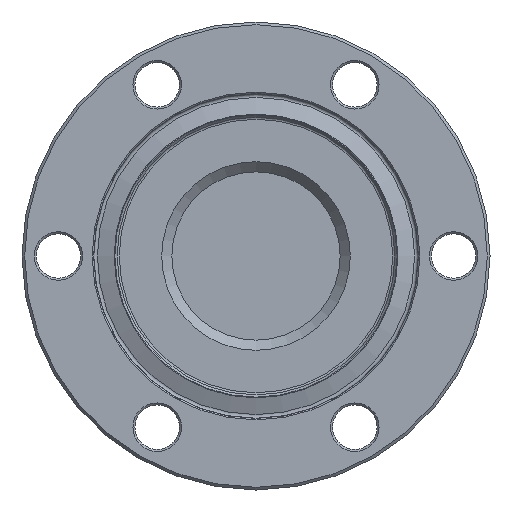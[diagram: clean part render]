
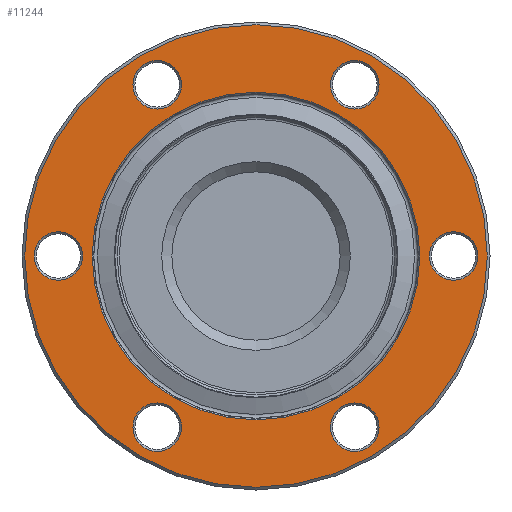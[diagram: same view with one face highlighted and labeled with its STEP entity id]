
A CAD part, front view. The second image highlights one B-rep face of the part: STEP entity #11244.
In plain terms, the highlighted planar face has unit normal (0, -1, 0).
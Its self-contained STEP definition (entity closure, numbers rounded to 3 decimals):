
#2039=PLANE($,#11888);
#2434=FACE_BOUND($,#3270,.T.);
#2435=FACE_BOUND($,#3271,.T.);
#2436=FACE_BOUND($,#3272,.T.);
#2437=FACE_BOUND($,#3273,.T.);
#2438=FACE_BOUND($,#3274,.T.);
#2439=FACE_BOUND($,#3275,.T.);
#2440=FACE_BOUND($,#3276,.T.);
#2674=FACE_OUTER_BOUND($,#3269,.T.);
#3269=EDGE_LOOP($,(#7277));
#3270=EDGE_LOOP($,(#7278));
#3271=EDGE_LOOP($,(#7279));
#3272=EDGE_LOOP($,(#7280));
#3273=EDGE_LOOP($,(#7281));
#3274=EDGE_LOOP($,(#7282));
#3275=EDGE_LOOP($,(#7283));
#3276=EDGE_LOOP($,(#7284));
#4092=CIRCLE($,#11887,24.325);
#4093=CIRCLE($,#11889,34.35);
#4094=CIRCLE($,#11890,3.6);
#4095=CIRCLE($,#11891,3.6);
#4096=CIRCLE($,#11892,3.6);
#4097=CIRCLE($,#11893,3.6);
#4098=CIRCLE($,#11894,3.6);
#4099=CIRCLE($,#11895,3.6);
#4619=VERTEX_POINT($,#16309);
#4620=VERTEX_POINT($,#16312);
#4621=VERTEX_POINT($,#16314);
#4622=VERTEX_POINT($,#16316);
#4623=VERTEX_POINT($,#16318);
#4624=VERTEX_POINT($,#16320);
#4625=VERTEX_POINT($,#16322);
#4626=VERTEX_POINT($,#16324);
#5699=EDGE_CURVE($,#4619,#4619,#4092,.T.);
#5700=EDGE_CURVE($,#4620,#4620,#4093,.T.);
#5701=EDGE_CURVE($,#4621,#4621,#4094,.T.);
#5702=EDGE_CURVE($,#4622,#4622,#4095,.T.);
#5703=EDGE_CURVE($,#4623,#4623,#4096,.T.);
#5704=EDGE_CURVE($,#4624,#4624,#4097,.T.);
#5705=EDGE_CURVE($,#4625,#4625,#4098,.T.);
#5706=EDGE_CURVE($,#4626,#4626,#4099,.T.);
#7277=ORIENTED_EDGE($,*,*,#5700,.F.);
#7278=ORIENTED_EDGE($,*,*,#5701,.F.);
#7279=ORIENTED_EDGE($,*,*,#5702,.F.);
#7280=ORIENTED_EDGE($,*,*,#5703,.F.);
#7281=ORIENTED_EDGE($,*,*,#5704,.F.);
#7282=ORIENTED_EDGE($,*,*,#5705,.F.);
#7283=ORIENTED_EDGE($,*,*,#5706,.F.);
#7284=ORIENTED_EDGE($,*,*,#5699,.F.);
#11244=ADVANCED_FACE($,(#2674,#2434,#2435,#2436,#2437,#2438,#2439,#2440),
#2039,.T.);
#11887=AXIS2_PLACEMENT_3D($,#16310,#13047,#13048);
#11888=AXIS2_PLACEMENT_3D($,#16311,#13049,#13050);
#11889=AXIS2_PLACEMENT_3D($,#16313,#13051,#13052);
#11890=AXIS2_PLACEMENT_3D($,#16315,#13053,#13054);
#11891=AXIS2_PLACEMENT_3D($,#16317,#13055,#13056);
#11892=AXIS2_PLACEMENT_3D($,#16319,#13057,#13058);
#11893=AXIS2_PLACEMENT_3D($,#16321,#13059,#13060);
#11894=AXIS2_PLACEMENT_3D($,#16323,#13061,#13062);
#11895=AXIS2_PLACEMENT_3D($,#16325,#13063,#13064);
#13047=DIRECTION('center_axis',(0.,-1.,0.));
#13048=DIRECTION('ref_axis',(-1.,0.,0.));
#13049=DIRECTION('center_axis',(0.,-1.,0.));
#13050=DIRECTION('ref_axis',(0.,0.,-1.));
#13051=DIRECTION('center_axis',(0.,1.,0.));
#13052=DIRECTION('ref_axis',(-1.,0.,0.));
#13053=DIRECTION('center_axis',(0.,-1.,0.));
#13054=DIRECTION('ref_axis',(-0.866,0.,
-0.5));
#13055=DIRECTION('center_axis',(0.,-1.,0.));
#13056=DIRECTION('ref_axis',(0.866,0.,-0.5));
#13057=DIRECTION('center_axis',(0.,-1.,0.));
#13058=DIRECTION('ref_axis',(0.,0.,
1.));
#13059=DIRECTION('center_axis',(0.,-1.,0.));
#13060=DIRECTION('ref_axis',(0.866,0.,0.5));
#13061=DIRECTION('center_axis',(0.,-1.,0.));
#13062=DIRECTION('ref_axis',(0.,0.,
-1.));
#13063=DIRECTION('center_axis',(0.,-1.,0.));
#13064=DIRECTION('ref_axis',(-0.866,0.,
0.5));
#16309=CARTESIAN_POINT('',(24.325,-18.2,0.));
#16310=CARTESIAN_POINT('Origin',(0.,-18.2,0.));
#16311=CARTESIAN_POINT('Origin',(29.438,-18.2,0.));
#16312=CARTESIAN_POINT('',(34.35,-18.2,0.));
#16313=CARTESIAN_POINT('Origin',(0.,-18.2,0.));
#16314=CARTESIAN_POINT('',(-11.557,-18.2,27.218));
#16315=CARTESIAN_POINT('Origin',(-14.675,-18.2,25.418));
#16316=CARTESIAN_POINT('',(-17.793,-18.2,-23.618));
#16317=CARTESIAN_POINT('Origin',(-14.675,-18.2,-25.418));
#16318=CARTESIAN_POINT('',(29.35,-18.2,-3.6));
#16319=CARTESIAN_POINT('Origin',(29.35,-18.2,0.));
#16320=CARTESIAN_POINT('',(11.557,-18.2,-27.218));
#16321=CARTESIAN_POINT('Origin',(14.675,-18.2,-25.418));
#16322=CARTESIAN_POINT('',(-29.35,-18.2,3.6));
#16323=CARTESIAN_POINT('Origin',(-29.35,-18.2,0.));
#16324=CARTESIAN_POINT('',(17.793,-18.2,23.618));
#16325=CARTESIAN_POINT('Origin',(14.675,-18.2,25.418));
